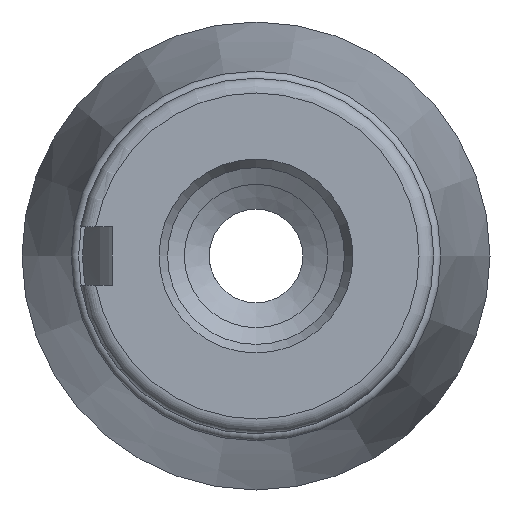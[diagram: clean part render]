
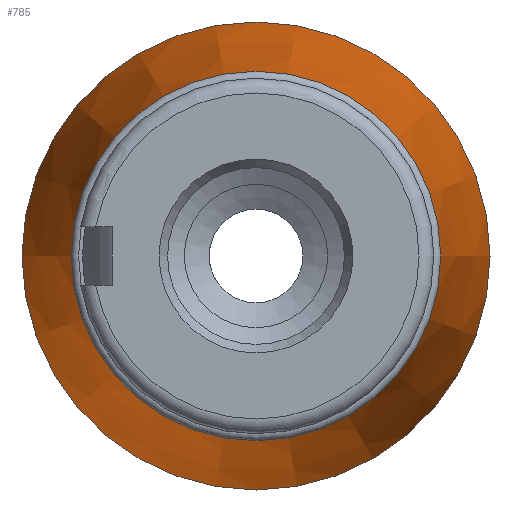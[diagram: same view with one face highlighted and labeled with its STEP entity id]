
A CAD part, left-side view. The second image highlights one B-rep face of the part: STEP entity #785.
In plain terms, the highlighted conical face has half-angle 8.425 degrees and reference radius 14.172 mm.
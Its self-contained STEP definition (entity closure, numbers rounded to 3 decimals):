
#99=FACE_OUTER_BOUND('',#149,.T.);
#149=EDGE_LOOP('',(#554,#555,#556,#557,#558));
#202=LINE('',#1301,#251);
#251=VECTOR('',#1035,14.172);
#301=CIRCLE('',#900,12.532);
#302=CIRCLE('',#901,12.532);
#306=CIRCLE('',#907,15.875);
#359=VERTEX_POINT('',#1288);
#360=VERTEX_POINT('',#1289);
#363=VERTEX_POINT('',#1299);
#432=EDGE_CURVE('',#359,#360,#301,.T.);
#433=EDGE_CURVE('',#360,#359,#302,.T.);
#437=EDGE_CURVE('',#363,#363,#306,.T.);
#438=EDGE_CURVE('',#363,#360,#202,.T.);
#554=ORIENTED_EDGE('',*,*,#437,.F.);
#555=ORIENTED_EDGE('',*,*,#438,.T.);
#556=ORIENTED_EDGE('',*,*,#432,.F.);
#557=ORIENTED_EDGE('',*,*,#433,.F.);
#558=ORIENTED_EDGE('',*,*,#438,.F.);
#772=CONICAL_SURFACE('',#906,14.172,0.147);
#785=ADVANCED_FACE('',(#99),#772,.T.);
#900=AXIS2_PLACEMENT_3D('',#1290,#1019,#1020);
#901=AXIS2_PLACEMENT_3D('',#1291,#1021,#1022);
#906=AXIS2_PLACEMENT_3D('',#1298,#1031,#1032);
#907=AXIS2_PLACEMENT_3D('',#1300,#1033,#1034);
#1019=DIRECTION('center_axis',(-1.,0.,0.));
#1020=DIRECTION('ref_axis',(0.,-1.,0.));
#1021=DIRECTION('center_axis',(-1.,0.,0.));
#1022=DIRECTION('ref_axis',(0.,-1.,0.));
#1031=DIRECTION('center_axis',(1.,0.,0.));
#1032=DIRECTION('ref_axis',(0.,1.,0.));
#1033=DIRECTION('center_axis',(1.,0.,0.));
#1034=DIRECTION('ref_axis',(0.,0.,-1.));
#1035=DIRECTION('',(-0.989,0.147,0.));
#1288=CARTESIAN_POINT('',(-22.573,0.,12.532));
#1289=CARTESIAN_POINT('',(-22.573,-12.532,0.));
#1290=CARTESIAN_POINT('Origin',(-22.573,0.,
0.));
#1291=CARTESIAN_POINT('Origin',(-22.573,0.,
0.));
#1298=CARTESIAN_POINT('Origin',(-11.5,0.,0.));
#1299=CARTESIAN_POINT('',(0.,-15.875,0.));
#1300=CARTESIAN_POINT('Origin',(0.,0.,0.));
#1301=CARTESIAN_POINT('',(-11.5,-14.172,0.));
